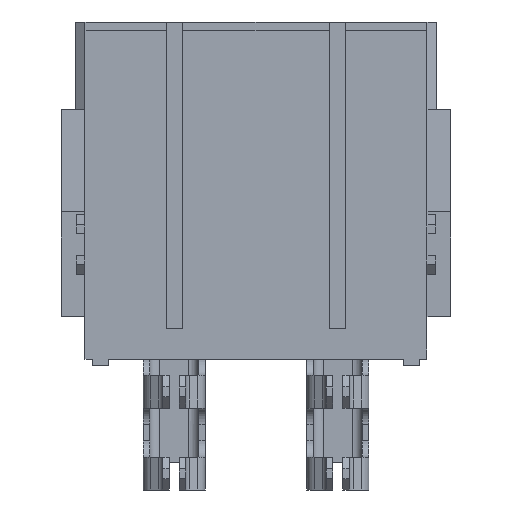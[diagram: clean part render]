
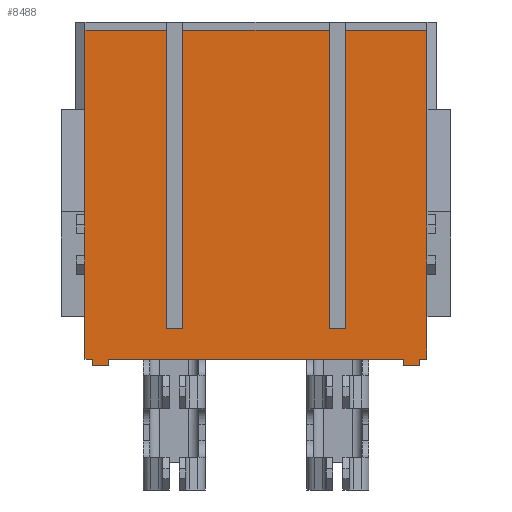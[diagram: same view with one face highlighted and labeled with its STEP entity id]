
A CAD part, front view. The second image highlights one B-rep face of the part: STEP entity #8488.
In plain terms, the highlighted planar face has unit normal (0, -1, 0).
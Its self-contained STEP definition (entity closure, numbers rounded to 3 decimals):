
#109=DIRECTION('',(1.,0.,0.));
#110=VECTOR('',#109,18.);
#111=CARTESIAN_POINT('',(-9.,-4.7,-10.3));
#112=LINE('',#111,#110);
#133=DIRECTION('',(1.,0.,0.));
#134=VECTOR('',#133,0.45);
#135=CARTESIAN_POINT('',(-10.45,-4.7,-10.3));
#136=LINE('',#135,#134);
#141=DIRECTION('',(1.,0.,0.));
#142=VECTOR('',#141,0.45);
#143=CARTESIAN_POINT('',(10.,-4.7,-10.3));
#144=LINE('',#143,#142);
#2461=DIRECTION('',(0.,0.,1.));
#2462=VECTOR('',#2461,5.8);
#2463=CARTESIAN_POINT('',(-10.45,-4.7,-10.3));
#2464=LINE('',#2463,#2462);
#2465=DIRECTION('',(0.,0.,-1.));
#2466=VECTOR('',#2465,0.515);
#2467=CARTESIAN_POINT('',(-10.45,-4.7,-3.985));
#2468=LINE('',#2467,#2466);
#2469=DIRECTION('',(0.,0.,1.));
#2470=VECTOR('',#2469,1.37);
#2471=CARTESIAN_POINT('',(-10.45,-4.7,-3.985));
#2472=LINE('',#2471,#2470);
#2473=DIRECTION('',(0.,0.,-1.));
#2474=VECTOR('',#2473,0.515);
#2475=CARTESIAN_POINT('',(-10.45,-4.7,-2.1));
#2476=LINE('',#2475,#2474);
#2477=DIRECTION('',(0.,0.,1.));
#2478=VECTOR('',#2477,11.9);
#2479=CARTESIAN_POINT('',(-10.45,-4.7,-2.1));
#2480=LINE('',#2479,#2478);
#2481=DIRECTION('',(1.,0.,0.));
#2482=VECTOR('',#2481,4.975);
#2483=CARTESIAN_POINT('',(-10.45,-4.7,9.8));
#2484=LINE('',#2483,#2482);
#2485=DIRECTION('',(0.,0.,-1.));
#2486=VECTOR('',#2485,18.25);
#2487=CARTESIAN_POINT('',(-5.475,-4.7,9.8));
#2488=LINE('',#2487,#2486);
#2489=DIRECTION('',(1.,0.,0.));
#2490=VECTOR('',#2489,1.);
#2491=CARTESIAN_POINT('',(-5.475,-4.7,-8.45));
#2492=LINE('',#2491,#2490);
#2493=DIRECTION('',(0.,0.,-1.));
#2494=VECTOR('',#2493,18.25);
#2495=CARTESIAN_POINT('',(-4.475,-4.7,9.8));
#2496=LINE('',#2495,#2494);
#2497=DIRECTION('',(1.,0.,0.));
#2498=VECTOR('',#2497,8.95);
#2499=CARTESIAN_POINT('',(-4.475,-4.7,9.8));
#2500=LINE('',#2499,#2498);
#2501=DIRECTION('',(0.,0.,-1.));
#2502=VECTOR('',#2501,18.25);
#2503=CARTESIAN_POINT('',(4.475,-4.7,9.8));
#2504=LINE('',#2503,#2502);
#2505=DIRECTION('',(1.,0.,0.));
#2506=VECTOR('',#2505,1.);
#2507=CARTESIAN_POINT('',(4.475,-4.7,-8.45));
#2508=LINE('',#2507,#2506);
#2509=DIRECTION('',(0.,0.,-1.));
#2510=VECTOR('',#2509,18.25);
#2511=CARTESIAN_POINT('',(5.475,-4.7,9.8));
#2512=LINE('',#2511,#2510);
#2513=DIRECTION('',(1.,0.,0.));
#2514=VECTOR('',#2513,4.975);
#2515=CARTESIAN_POINT('',(5.475,-4.7,9.8));
#2516=LINE('',#2515,#2514);
#2517=DIRECTION('',(0.,0.,-1.));
#2518=VECTOR('',#2517,0.515);
#2519=CARTESIAN_POINT('',(10.45,-4.7,-2.1));
#2520=LINE('',#2519,#2518);
#2521=DIRECTION('',(0.,0.,-1.));
#2522=VECTOR('',#2521,0.515);
#2523=CARTESIAN_POINT('',(10.45,-4.7,-3.985));
#2524=LINE('',#2523,#2522);
#2525=DIRECTION('',(0.,0.,-1.));
#2526=VECTOR('',#2525,0.4);
#2527=CARTESIAN_POINT('',(10.,-4.7,-10.3));
#2528=LINE('',#2527,#2526);
#2529=DIRECTION('',(0.,0.,-1.));
#2530=VECTOR('',#2529,0.4);
#2531=CARTESIAN_POINT('',(-9.,-4.7,-10.3));
#2532=LINE('',#2531,#2530);
#3423=DIRECTION('',(0.,0.,1.));
#3424=VECTOR('',#3423,11.9);
#3425=CARTESIAN_POINT('',(10.45,-4.7,-2.1));
#3426=LINE('',#3425,#3424);
#3467=DIRECTION('',(0.,0.,1.));
#3468=VECTOR('',#3467,1.37);
#3469=CARTESIAN_POINT('',(10.45,-4.7,-3.985));
#3470=LINE('',#3469,#3468);
#3503=DIRECTION('',(0.,0.,1.));
#3504=VECTOR('',#3503,5.8);
#3505=CARTESIAN_POINT('',(10.45,-4.7,-10.3));
#3506=LINE('',#3505,#3504);
#4077=DIRECTION('',(-1.,0.,0.));
#4078=VECTOR('',#4077,1.);
#4079=CARTESIAN_POINT('',(-9.,-4.7,-10.7));
#4080=LINE('',#4079,#4078);
#4089=DIRECTION('',(-1.,0.,0.));
#4090=VECTOR('',#4089,1.);
#4091=CARTESIAN_POINT('',(10.,-4.7,-10.7));
#4092=LINE('',#4091,#4090);
#4097=DIRECTION('',(0.,0.,-1.));
#4098=VECTOR('',#4097,0.4);
#4099=CARTESIAN_POINT('',(-10.,-4.7,-10.3));
#4100=LINE('',#4099,#4098);
#4101=DIRECTION('',(0.,0.,-1.));
#4102=VECTOR('',#4101,0.4);
#4103=CARTESIAN_POINT('',(9.,-4.7,-10.3));
#4104=LINE('',#4103,#4102);
#4106=CARTESIAN_POINT('',(-10.45,-4.7,-10.3));
#4108=VERTEX_POINT('',#4106);
#4109=CARTESIAN_POINT('',(10.45,-4.7,-10.3));
#4111=VERTEX_POINT('',#4109);
#4352=CARTESIAN_POINT('',(-9.,-4.7,-10.7));
#4354=VERTEX_POINT('',#4352);
#4355=CARTESIAN_POINT('',(-10.,-4.7,-10.7));
#4356=VERTEX_POINT('',#4355);
#4363=CARTESIAN_POINT('',(10.,-4.7,-10.7));
#4364=VERTEX_POINT('',#4363);
#4365=CARTESIAN_POINT('',(9.,-4.7,-10.7));
#4366=VERTEX_POINT('',#4365);
#4367=CARTESIAN_POINT('',(-9.,-4.7,-10.3));
#4369=VERTEX_POINT('',#4367);
#4371=CARTESIAN_POINT('',(-10.,-4.7,-10.3));
#4373=VERTEX_POINT('',#4371);
#4375=CARTESIAN_POINT('',(10.,-4.7,-10.3));
#4377=VERTEX_POINT('',#4375);
#4379=CARTESIAN_POINT('',(9.,-4.7,-10.3));
#4381=VERTEX_POINT('',#4379);
#4415=CARTESIAN_POINT('',(10.45,-4.7,-2.1));
#4417=VERTEX_POINT('',#4415);
#4419=CARTESIAN_POINT('',(10.45,-4.7,-2.615));
#4421=VERTEX_POINT('',#4419);
#4423=CARTESIAN_POINT('',(10.45,-4.7,-4.5));
#4425=VERTEX_POINT('',#4423);
#4427=CARTESIAN_POINT('',(10.45,-4.7,-3.985));
#4429=VERTEX_POINT('',#4427);
#4515=CARTESIAN_POINT('',(-10.45,-4.7,9.8));
#4516=VERTEX_POINT('',#4515);
#4517=CARTESIAN_POINT('',(10.45,-4.7,9.8));
#4518=VERTEX_POINT('',#4517);
#4519=CARTESIAN_POINT('',(5.475,-4.7,-8.45));
#4520=VERTEX_POINT('',#4519);
#4521=CARTESIAN_POINT('',(4.475,-4.7,-8.45));
#4522=VERTEX_POINT('',#4521);
#4523=CARTESIAN_POINT('',(-4.475,-4.7,-8.45));
#4524=VERTEX_POINT('',#4523);
#4525=CARTESIAN_POINT('',(-5.475,-4.7,-8.45));
#4526=VERTEX_POINT('',#4525);
#4527=CARTESIAN_POINT('',(4.475,-4.7,9.8));
#4528=VERTEX_POINT('',#4527);
#4529=CARTESIAN_POINT('',(5.475,-4.7,9.8));
#4530=VERTEX_POINT('',#4529);
#4531=CARTESIAN_POINT('',(-5.475,-4.7,9.8));
#4532=VERTEX_POINT('',#4531);
#4533=CARTESIAN_POINT('',(-4.475,-4.7,9.8));
#4534=VERTEX_POINT('',#4533);
#5070=CARTESIAN_POINT('',(-10.45,-4.7,-2.1));
#5071=VERTEX_POINT('',#5070);
#5072=CARTESIAN_POINT('',(-10.45,-4.7,-2.615));
#5073=VERTEX_POINT('',#5072);
#5074=CARTESIAN_POINT('',(-10.45,-4.7,-4.5));
#5075=VERTEX_POINT('',#5074);
#5076=CARTESIAN_POINT('',(-10.45,-4.7,-3.985));
#5077=VERTEX_POINT('',#5076);
#8431=CARTESIAN_POINT('',(-10.45,-4.7,-10.3));
#8432=DIRECTION('',(0.,-1.,0.));
#8433=DIRECTION('',(1.,0.,0.));
#8434=AXIS2_PLACEMENT_3D('',#8431,#8432,#8433);
#8435=PLANE('',#8434);
#8437=ORIENTED_EDGE('',*,*,#8436,.T.);
#8438=ORIENTED_EDGE('',*,*,#8426,.F.);
#8440=ORIENTED_EDGE('',*,*,#8439,.T.);
#8441=ORIENTED_EDGE('',*,*,#8394,.F.);
#8443=ORIENTED_EDGE('',*,*,#8442,.T.);
#8445=ORIENTED_EDGE('',*,*,#8444,.T.);
#8447=ORIENTED_EDGE('',*,*,#8446,.T.);
#8449=ORIENTED_EDGE('',*,*,#8448,.T.);
#8451=ORIENTED_EDGE('',*,*,#8450,.F.);
#8453=ORIENTED_EDGE('',*,*,#8452,.T.);
#8455=ORIENTED_EDGE('',*,*,#8454,.T.);
#8457=ORIENTED_EDGE('',*,*,#8456,.T.);
#8459=ORIENTED_EDGE('',*,*,#8458,.F.);
#8461=ORIENTED_EDGE('',*,*,#8460,.T.);
#8463=ORIENTED_EDGE('',*,*,#8462,.F.);
#8465=ORIENTED_EDGE('',*,*,#8464,.T.);
#8467=ORIENTED_EDGE('',*,*,#8466,.F.);
#8469=ORIENTED_EDGE('',*,*,#8468,.T.);
#8471=ORIENTED_EDGE('',*,*,#8470,.F.);
#8472=ORIENTED_EDGE('',*,*,#5458,.F.);
#8474=ORIENTED_EDGE('',*,*,#8473,.T.);
#8476=ORIENTED_EDGE('',*,*,#8475,.T.);
#8478=ORIENTED_EDGE('',*,*,#8477,.F.);
#8479=ORIENTED_EDGE('',*,*,#5374,.F.);
#8480=ORIENTED_EDGE('',*,*,#8029,.T.);
#8482=ORIENTED_EDGE('',*,*,#8481,.T.);
#8484=ORIENTED_EDGE('',*,*,#8483,.F.);
#8485=ORIENTED_EDGE('',*,*,#5446,.F.);
#8486=EDGE_LOOP('',(#8437,#8438,#8440,#8441,#8443,#8445,#8447,#8449,#8451,#8453,
#8455,#8457,#8459,#8461,#8463,#8465,#8467,#8469,#8471,#8472,#8474,#8476,#8478,
#8479,#8480,#8482,#8484,#8485));
#8487=FACE_OUTER_BOUND('',#8486,.F.);
#8488=ADVANCED_FACE('',(#8487),#8435,.T.);
#5374=EDGE_CURVE('',#4369,#4381,#112,.T.);
#5446=EDGE_CURVE('',#4108,#4373,#136,.T.);
#5458=EDGE_CURVE('',#4377,#4111,#144,.T.);
#8029=EDGE_CURVE('',#4369,#4354,#2532,.T.);
#8394=EDGE_CURVE('',#5071,#5073,#2476,.T.);
#8426=EDGE_CURVE('',#5077,#5075,#2468,.T.);
#8436=EDGE_CURVE('',#4108,#5075,#2464,.T.);
#8439=EDGE_CURVE('',#5077,#5073,#2472,.T.);
#8442=EDGE_CURVE('',#5071,#4516,#2480,.T.);
#8444=EDGE_CURVE('',#4516,#4532,#2484,.T.);
#8446=EDGE_CURVE('',#4532,#4526,#2488,.T.);
#8448=EDGE_CURVE('',#4526,#4524,#2492,.T.);
#8450=EDGE_CURVE('',#4534,#4524,#2496,.T.);
#8452=EDGE_CURVE('',#4534,#4528,#2500,.T.);
#8454=EDGE_CURVE('',#4528,#4522,#2504,.T.);
#8456=EDGE_CURVE('',#4522,#4520,#2508,.T.);
#8458=EDGE_CURVE('',#4530,#4520,#2512,.T.);
#8460=EDGE_CURVE('',#4530,#4518,#2516,.T.);
#8462=EDGE_CURVE('',#4417,#4518,#3426,.T.);
#8464=EDGE_CURVE('',#4417,#4421,#2520,.T.);
#8466=EDGE_CURVE('',#4429,#4421,#3470,.T.);
#8468=EDGE_CURVE('',#4429,#4425,#2524,.T.);
#8470=EDGE_CURVE('',#4111,#4425,#3506,.T.);
#8473=EDGE_CURVE('',#4377,#4364,#2528,.T.);
#8475=EDGE_CURVE('',#4364,#4366,#4092,.T.);
#8477=EDGE_CURVE('',#4381,#4366,#4104,.T.);
#8481=EDGE_CURVE('',#4354,#4356,#4080,.T.);
#8483=EDGE_CURVE('',#4373,#4356,#4100,.T.);
